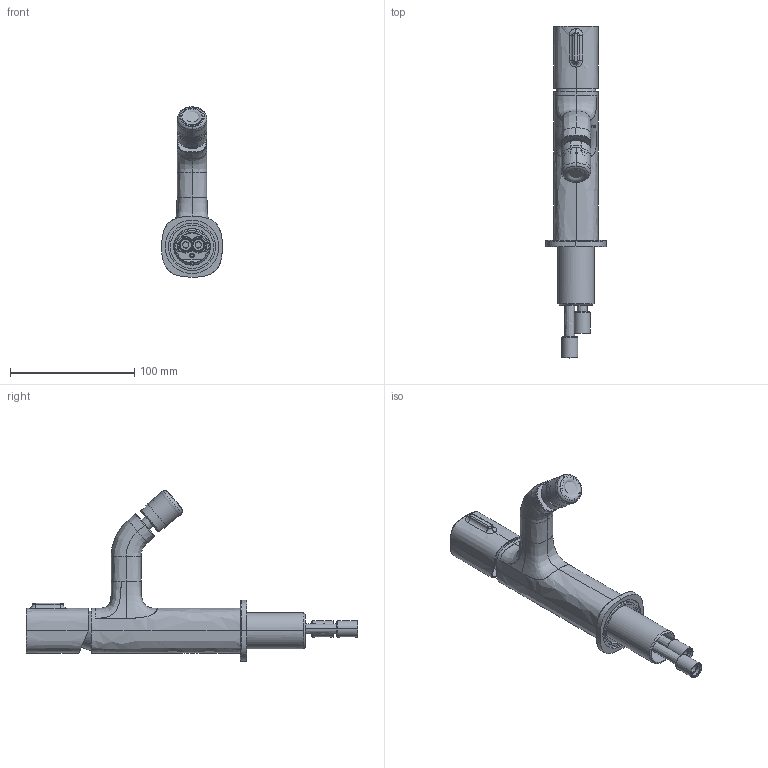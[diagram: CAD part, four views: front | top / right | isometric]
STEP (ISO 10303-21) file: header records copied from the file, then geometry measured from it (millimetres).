
FILE_DESCRIPTION((''),'2;1');
FILE_NAME('WTW468113_ASM','2020-06-30T',('fth20'),(''),'CREO PARAMETRIC BY PTC INC, 2015480','CREO PARAMETRIC BY PTC INC, 2015480','');
FILE_SCHEMA(('CONFIG_CONTROL_DESIGN'));
Products named in the file (28): 80T468113; 83R01010; 82R01010; 18X28; 81R01010; 81T49144; 8J152X8X2; WC-SPRAY-M16X1_ASM; 22X1-03; 22X1-02; 22X1-01; ASM0001_ASM; 81W168113; 8J24X2A; 8J23X2A; 8EM4X10; 80W08132; 8NM80000; 80W08152; 81T468113_ASM; J10250MZ00; YG; ZSB; 8DZ168113; 81T16482E; 8NM28431_ASM; 80P25WTW2; WTW468113_ASM
Assembly tree (28 placements, depth 3):
  WTW468113_ASM
    80T468113
    WC-SPRAY-M16X1_ASM
      83R01010
      82R01010
      18X28
      81R01010
      81T49144
      8J152X8X2
    ASM0001_ASM
      22X1-03
      22X1-02
      22X1-01
    81T468113_ASM
      81W168113
      8J24X2A
      8J23X2A
      8EM4X10
      80W08132
      8NM80000  x2
      80W08152
    J10250MZ00
    YG
    ZSB
    8DZ168113
    81T16482E
    8NM28431_ASM
    80P25WTW2
Bounding box: 49 x 267 x 137.14 mm (x, y, z)
Surface area: 115831 mm2 (no closed solid volume)
Topology: 0 solids, 0 shells, 691 faces, 3402 edges, 3360 vertices
Faces by surface type: bspline 648, torus 34, sphere 9
Entity records: 104071 total; most frequent: CARTESIAN_POINT 75687, DIRECTION 4231, TRIMMED_CURVE 3440, DEFINITIONAL_REPRESENTATION 3242, PCURVE 3242, COMPOSITE_CURVE_SEGMENT 3242, VECTOR 2881, LINE 2881
